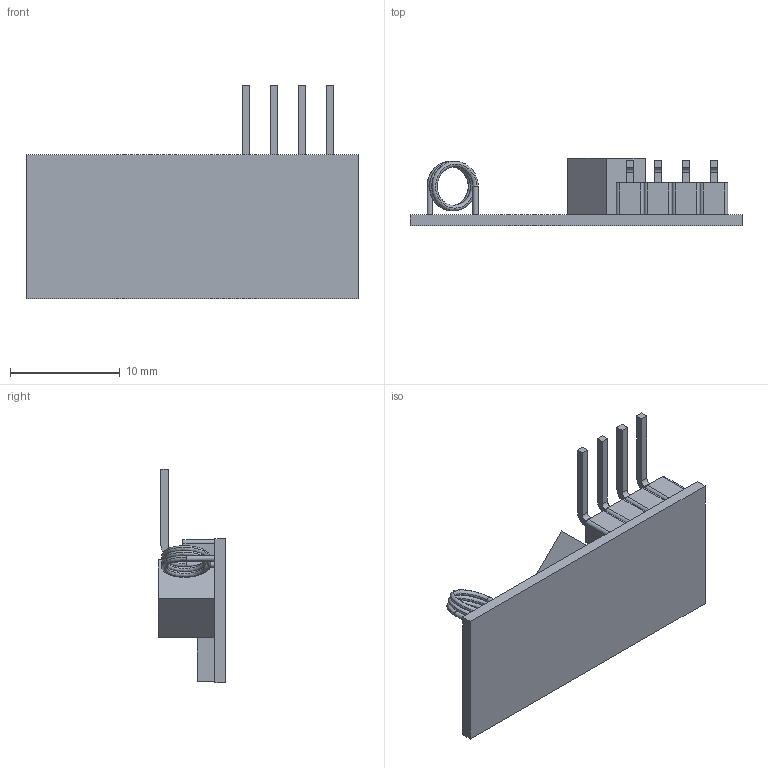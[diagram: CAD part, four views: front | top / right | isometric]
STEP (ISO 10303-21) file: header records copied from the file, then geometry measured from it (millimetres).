
FILE_DESCRIPTION(('HOOPS Exchange Step'),'2;1');
FILE_NAME('e55c2ca638264ba27b563c35d5980c8e20211121-1-18fq4jk.SLDPRT.step','2021-11-21T12:42:13+00:00',('root'),('Unknown organisation'),'HOOPS Exchange 2021.0','HOOPS Exchange','Unknown authorisation');
FILE_SCHEMA( ('AUTOMOTIVE_DESIGN { 1 0 10303 214 1 1 1 1 }') );
Length unit declared in the file: millimetre
Products named in the file (2): Standard; e55c2ca638264ba27b563c35d5980c8e20211121-1-18fq4jk
Assembly tree (1 placements, depth 2):
  e55c2ca638264ba27b563c35d5980c8e20211121-1-18fq4jk
    Standard
Bounding box: 30.2 x 6.15 x 19.4 mm (x, y, z)
Volume: 652 mm3; surface area: 1238.2 mm2
Topology: 1 solids, 1 shells, 85 faces, 236 edges, 156 vertices
Faces by surface type: plane 55, cylinder 26, bspline 4
Full cylindrical faces by diameter (mm): 0.5 x2
Entity records: 3558 total; most frequent: CARTESIAN_POINT 1224, ORIENTED_EDGE 472, DIRECTION 456, EDGE_CURVE 236, VECTOR 164, LINE 164, VERTEX_POINT 156, AXIS2_PLACEMENT_3D 146
